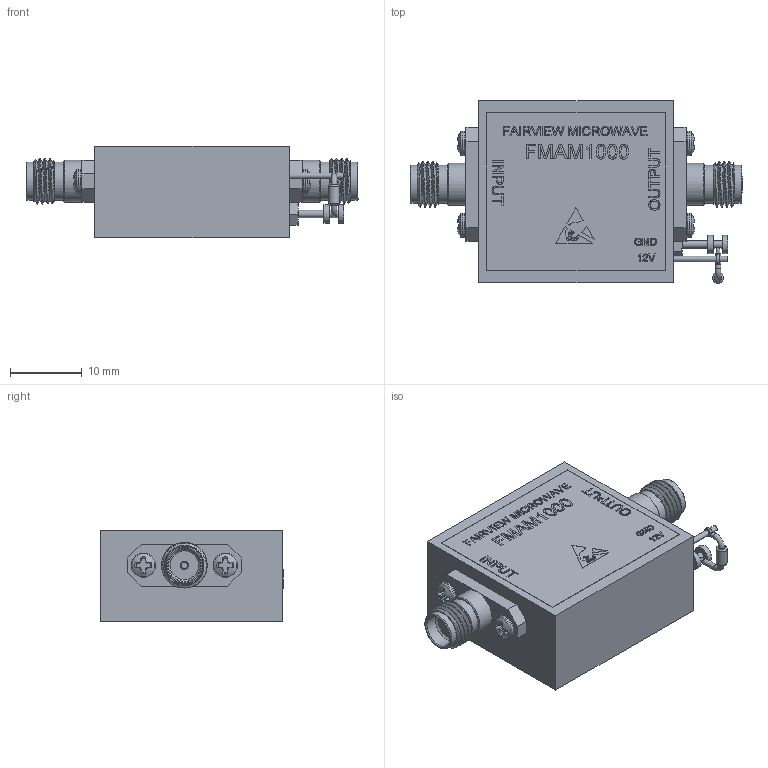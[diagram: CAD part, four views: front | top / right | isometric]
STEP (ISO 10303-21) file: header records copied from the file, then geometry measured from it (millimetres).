
FILE_DESCRIPTION (( 'STEP AP203' ), '1' );
FILE_NAME ('PE15A1000 ¦ FMAM1000.step', '2019-12-12T22:20:42', ( '' ), ( '' ), 'SwSTEP 2.0', 'SolidWorks 2018', '' );
FILE_SCHEMA (( 'CONFIG_CONTROL_DESIGN' ));
Products named in the file (1): PE15A1000 ｦ FMAM1000
Bounding box: 46.33 x 25.5 x 12.75 mm (x, y, z)
Volume: 9409.8 mm3; surface area: 3777.5 mm2
Topology: 1 solids, 9 shells, 927 faces, 2390 edges, 1584 vertices
Faces by surface type: plane 558, bspline 183, cylinder 130, cone 40, torus 12, sphere 4
Full cylindrical faces by diameter (mm): 0.508 x2, 0.762 x4, 0.914 x2, 1.016 x4, 1.168 x2, 1.27 x2, 1.524 x1, 1.778 x4, 1.854 x4, 2.184 x4, 2.54 x2, 3.393 x4, 3.929 x1, 4.521 x2, 5.08 x2, 5.334 x4, 5.842 x2
Entity records: 42783 total; most frequent: CARTESIAN_POINT 22049, ORIENTED_EDGE 4602, DIRECTION 3458, EDGE_CURVE 2301, VERTEX_POINT 1567, LINE 1466, VECTOR 1466, EDGE_LOOP 1108
